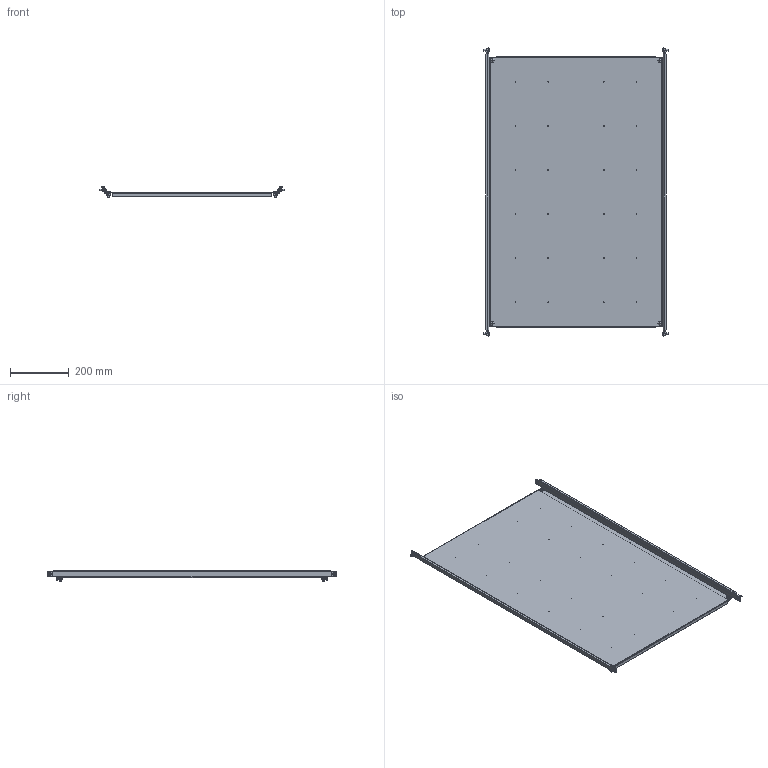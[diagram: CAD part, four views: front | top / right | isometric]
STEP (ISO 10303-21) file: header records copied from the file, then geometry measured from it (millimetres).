
FILE_DESCRIPTION (( 'STEP AP214' ), '1' );
FILE_NAME ('Ìîíòàæíàÿ ïàíåëü äëÿ 100.65.27 Ãðàíèò EKF PROxima.STEP', '2022-06-28T07:13:20', ( '' ), ( '' ), 'SwSTEP 2.0', 'SolidWorks 2021', '' );
FILE_SCHEMA (( 'AUTOMOTIVE_DESIGN' ));
Length unit declared in the file: millimetre
Products named in the file (5): ÌÈ-2456.06.00.002 Ïàíåëü ìîíòàæíàÿ; ﾌﾈ-2456.06.00.001 ﾍ瑜粱 1000; Ìîíòàæíàÿ ïàíåëü äëÿ 100.65.27 Ãðàíèò EKF PROxima; Ãàéêà êóçîâíàÿ Ì6; pan head cross recess screw_din_DIN EN ISO 7045 - M6 x 16 - Z - 16N
Assembly tree (19 placements, depth 2):
  Ìîíòàæíàÿ ïàíåëü äëÿ 100.65.27 Ãðàíèò EKF PROxima
    ÌÈ-2456.06.00.002 Ïàíåëü ìîíòàæíàÿ
    ﾌﾈ-2456.06.00.001 ﾍ瑜粱 1000  x2
    Ãàéêà êóçîâíàÿ Ì6  x8
    pan head cross recess screw_din_DIN EN ISO 7045 - M6 x 16 - Z - 16N  x8
Bounding box: 627 x 983 x 35.5 mm (x, y, z)
Volume: 1011034.8 mm3; surface area: 1357026.9 mm2
Topology: 19 solids, 19 shells, 834 faces, 2132 edges, 1352 vertices
Faces by surface type: plane 522, cylinder 216, cone 48, torus 32, sphere 16
Entity records: 8166 total; most frequent: CARTESIAN_POINT 1443, DIRECTION 1386, ORIENTED_EDGE 1292, EDGE_CURVE 646, AXIS2_PLACEMENT_3D 482, LINE 422, VECTOR 422, VERTEX_POINT 411
